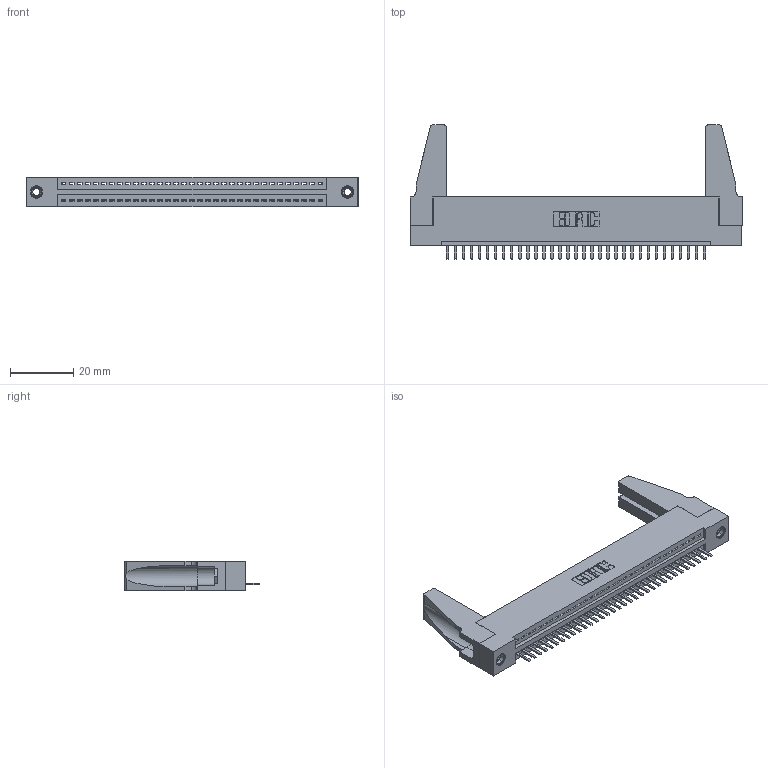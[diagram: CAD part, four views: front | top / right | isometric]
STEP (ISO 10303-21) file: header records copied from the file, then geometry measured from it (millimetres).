
FILE_DESCRIPTION (( 'STEP AP203' ), '1' );
FILE_NAME ('345-033-520-188.STEP', '2019-10-07T15:25:17', ( '' ), ( '' ), 'SwSTEP 2.0', 'SolidWorks 2016', '' );
FILE_SCHEMA (( 'CONFIG_CONTROL_DESIGN' ));
Length unit declared in the file: inch
Products named in the file (5): 345-292-001_345-293-120; 345-220-078_345-220-088; 345 Part_Flush Mounting Lugs - 0.156 Dia-TH; 345-250-001_345-250-001-102; 345-033-520-188
Assembly tree (38 placements, depth 2):
  345-033-520-188
    345 Part_Flush Mounting Lugs - 0.156 Dia-TH
    345-292-001_345-293-120  x33
    345-250-001_345-250-001-102  x2
    345-220-078_345-220-088  x2
Bounding box: 105.05 x 42.55 x 9.4 mm (x, y, z)
Volume: 13062 mm3; surface area: 15732.4 mm2
Topology: 38 solids, 38 shells, 2296 faces, 6727 edges, 4386 vertices
Faces by surface type: plane 1538, cylinder 742, cone 12, torus 4
Entity records: 28310 total; most frequent: CARTESIAN_POINT 4905, ORIENTED_EDGE 4820, DIRECTION 4292, EDGE_CURVE 2410, VECTOR 2100, LINE 2100, VERTEX_POINT 1598, AXIS2_PLACEMENT_3D 1096
